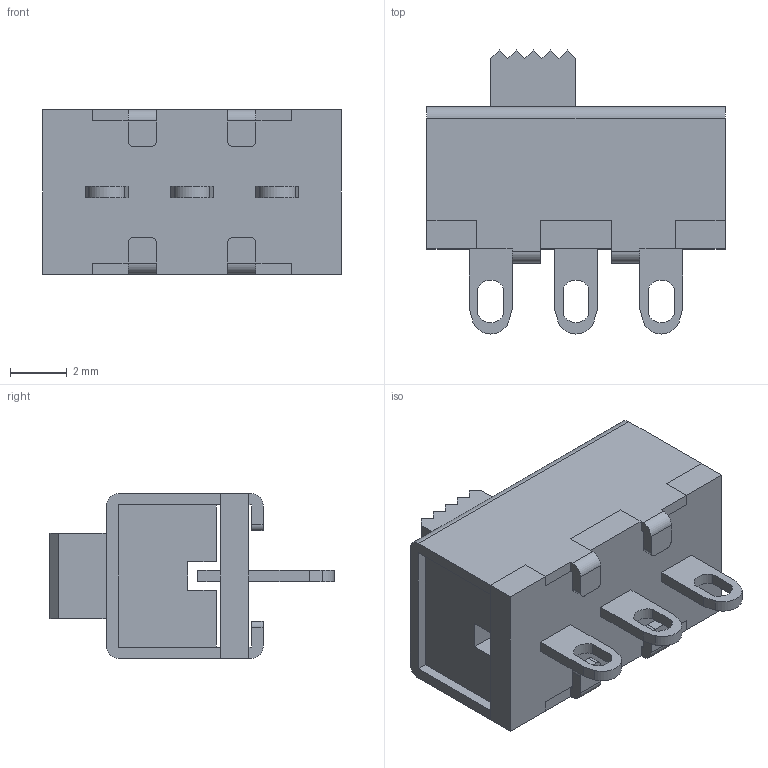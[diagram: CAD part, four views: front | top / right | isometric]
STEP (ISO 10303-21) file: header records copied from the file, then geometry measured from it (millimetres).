
FILE_DESCRIPTION (( 'STEP AP214' ), '1' );
FILE_NAME ('Same_Sky_SLW-105558-2A-N-D.step', '2025-01-07T19:01:21', ( '' ), ( '' ), 'SwSTEP 2.0', 'SolidWorks 2024', '' );
FILE_SCHEMA (( 'AUTOMOTIVE_DESIGN' ));
Length unit declared in the file: inch
Products named in the file (1): Same_Sky_SLW-105558-2A-N-D
Bounding box: 10.5 x 10 x 5.8 mm (x, y, z)
Volume: 245.3 mm3; surface area: 673.9 mm2
Topology: 3 solids, 3 shells, 154 faces, 423 edges, 282 vertices
Faces by surface type: plane 131, cylinder 23
Entity records: 4898 total; most frequent: CARTESIAN_POINT 860, ORIENTED_EDGE 846, DIRECTION 779, EDGE_CURVE 423, VECTOR 377, LINE 377, VERTEX_POINT 282, AXIS2_PLACEMENT_3D 201
